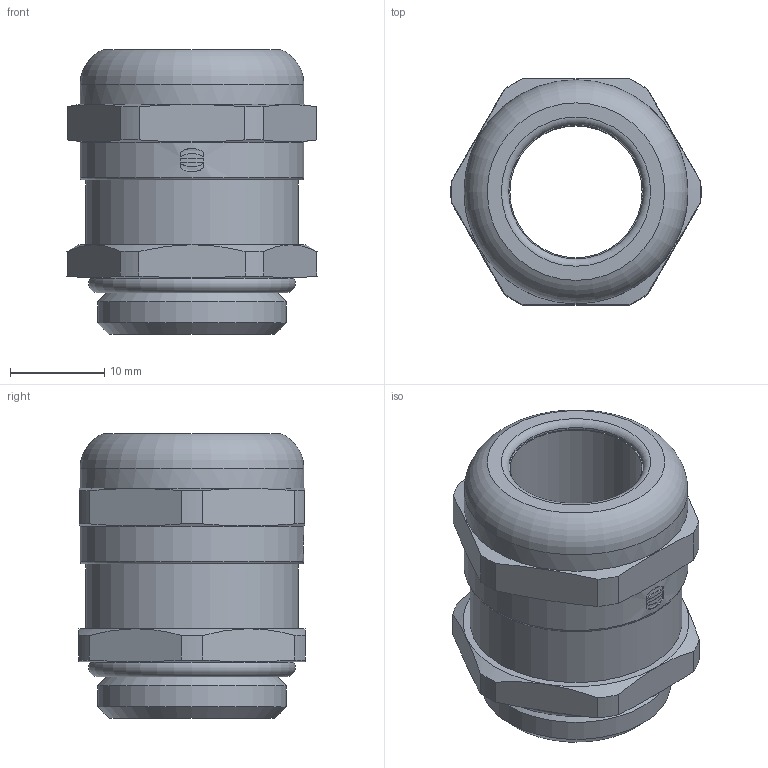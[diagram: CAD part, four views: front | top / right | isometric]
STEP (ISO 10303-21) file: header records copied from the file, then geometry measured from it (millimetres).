
FILE_DESCRIPTION(/* description */ (''),/* implementation_level */ '2;1');
FILE_NAME(/* name */ '100576784ugm000_e.stp',/* time_stamp */ '2019-01-23T16:26:48+01:00',/* author */ (''),/* organization */ (''),/* preprocessor_version */ 'ST-DEVELOPER v16.7',/* originating_system */ 'SIEMENS PLM Software NX 12.0',/* authorisation */ '');
FILE_SCHEMA (('AUTOMOTIVE_DESIGN { 1 0 10303 214 3 1 1 1 }'));
Length unit declared in the file: millimetre
Products named in the file (1): 100576784ugm000_e
Bounding box: 26.49 x 24 x 30.15 mm (x, y, z)
Volume: 7768.7 mm3; surface area: 4305.1 mm2
Topology: 1 solids, 1 shells, 75 faces, 274 edges, 304 vertices
Faces by surface type: plane 27, cylinder 24, cone 16, torus 4, bspline 4
Full cylindrical faces by diameter (mm): 14 x1, 14.25 x1, 17.835 x1, 20 x1, 21.57 x1, 22.5 x1, 23.174 x1, 23.7 x2
Entity records: 3354 total; most frequent: CARTESIAN_POINT 845, DIRECTION 411, ORIENTED_EDGE 316, EDGE_CURVE 158, AXIS2_PLACEMENT_3D 148, PRESENTATION_STYLE_ASSIGNMENT 118, LINE 115, VECTOR 115
